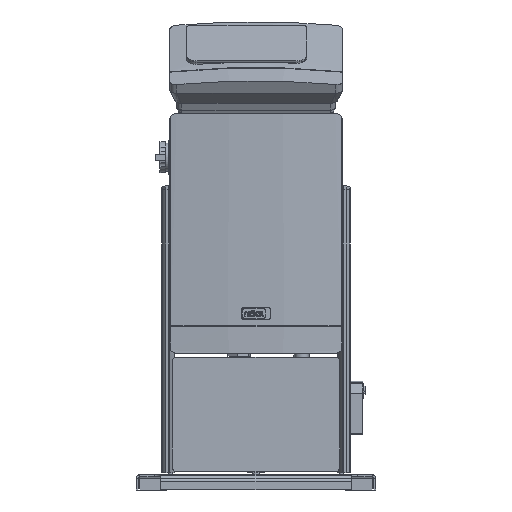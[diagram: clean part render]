
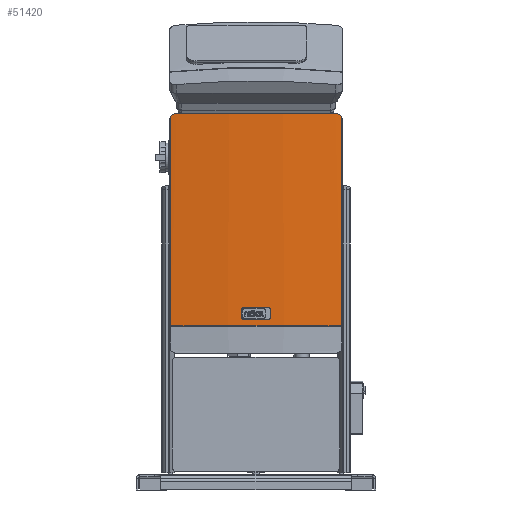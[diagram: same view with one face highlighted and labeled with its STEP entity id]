
A CAD part, front view. The second image highlights one B-rep face of the part: STEP entity #51420.
In plain terms, the highlighted cylindrical face has radius 1452.14 mm (diameter 2904.28 mm), a partial arc.
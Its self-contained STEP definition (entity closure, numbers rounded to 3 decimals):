
#1406=B_SPLINE_CURVE_WITH_KNOTS($,3,(#84473,#84474,#84475,#84476,#84477,
#84478,#84479,#84480,#84481,#84482,#84483,#84484),.UNSPECIFIED.,.F.,.F.,
(4,2,2,2,2,4),(50.621,52.857,55.511,58.165,
60.819,63.473),.UNSPECIFIED.);
#1407=B_SPLINE_CURVE_WITH_KNOTS($,3,(#84487,#84488,#84489,#84490,#84491,
#84492,#84493,#84494,#84495,#84496,#84497,#84498),.UNSPECIFIED.,.F.,.F.,
(4,2,2,2,2,4),(21.151,23.805,26.459,29.113,
31.768,34.003),.UNSPECIFIED.);
#5445=FACE_OUTER_BOUND($,#9085,.T.);
#9085=EDGE_LOOP($,(#42523,#42524,#42525,#42526,#42527,#42528));
#13348=LINE($,#84414,#18463);
#13351=LINE($,#84471,#18466);
#18463=VECTOR($,#66242,411.147);
#18466=VECTOR($,#66251,411.147);
#22136=CIRCLE($,#55930,1452.138);
#22142=CIRCLE($,#55942,1452.138);
#25390=VERTEX_POINT($,#84366);
#25391=VERTEX_POINT($,#84368);
#25400=VERTEX_POINT($,#84413);
#25405=VERTEX_POINT($,#84470);
#25406=VERTEX_POINT($,#84472);
#25407=VERTEX_POINT($,#84485);
#31507=EDGE_CURVE($,#25391,#25390,#22136,.T.);
#31520=EDGE_CURVE($,#25391,#25400,#13348,.T.);
#31527=EDGE_CURVE($,#25390,#25405,#13351,.T.);
#31528=EDGE_CURVE($,#25405,#25406,#1406,.T.);
#31529=EDGE_CURVE($,#25406,#25407,#22142,.T.);
#31530=EDGE_CURVE($,#25407,#25400,#1407,.T.);
#42523=ORIENTED_EDGE($,*,*,#31507,.T.);
#42524=ORIENTED_EDGE($,*,*,#31527,.T.);
#42525=ORIENTED_EDGE($,*,*,#31528,.T.);
#42526=ORIENTED_EDGE($,*,*,#31529,.T.);
#42527=ORIENTED_EDGE($,*,*,#31530,.T.);
#42528=ORIENTED_EDGE($,*,*,#31520,.F.);
#49374=CYLINDRICAL_SURFACE($,#55941,1452.138);
#51420=ADVANCED_FACE($,(#5445),#49374,.T.);
#55930=AXIS2_PLACEMENT_3D($,#84369,#66217,#66218);
#55941=AXIS2_PLACEMENT_3D($,#84469,#66249,#66250);
#55942=AXIS2_PLACEMENT_3D($,#84486,#66252,#66253);
#66217=DIRECTION('center_axis',(0.,0.,1.));
#66218=DIRECTION('ref_axis',(0.,-1.,0.));
#66242=DIRECTION($,(0.,0.,1.));
#66249=DIRECTION('center_axis',(0.,0.,1.));
#66250=DIRECTION('ref_axis',(0.,-1.,0.));
#66251=DIRECTION($,(0.,0.,1.));
#66252=DIRECTION('center_axis',(0.,0.,-1.));
#66253=DIRECTION('ref_axis',(0.,-1.,0.));
#84366=CARTESIAN_POINT('',(167.381,-347.321,293.032));
#84368=CARTESIAN_POINT('',(-167.391,-347.321,293.032));
#84369=CARTESIAN_POINT('Origin',(-0.005,1095.138,
293.032));
#84413=CARTESIAN_POINT('',(-167.391,-347.321,704.178));
#84414=CARTESIAN_POINT($,(-167.391,-347.321,239.032));
#84469=CARTESIAN_POINT('Origin',(-0.005,1095.138,
239.032));
#84470=CARTESIAN_POINT('',(167.381,-347.321,704.178));
#84471=CARTESIAN_POINT($,(167.381,-347.321,239.032));
#84472=CARTESIAN_POINT('',(155.995,-348.596,710.032));
#84473=CARTESIAN_POINT('Ctrl Pts',(167.381,-347.321,704.178));
#84474=CARTESIAN_POINT('Ctrl Pts',(166.929,-347.373,704.809));
#84475=CARTESIAN_POINT('Ctrl Pts',(166.431,-347.431,705.393));
#84476=CARTESIAN_POINT('Ctrl Pts',(165.284,-347.562,706.543));
#84477=CARTESIAN_POINT('Ctrl Pts',(164.581,-347.643,707.128));
#84478=CARTESIAN_POINT('Ctrl Pts',(163.049,-347.817,708.16));
#84479=CARTESIAN_POINT('Ctrl Pts',(162.221,-347.91,708.606));
#84480=CARTESIAN_POINT('Ctrl Pts',(160.494,-348.103,709.322));
#84481=CARTESIAN_POINT('Ctrl Pts',(159.594,-348.203,709.592));
#84482=CARTESIAN_POINT('Ctrl Pts',(157.784,-348.402,709.947));
#84483=CARTESIAN_POINT('Ctrl Pts',(156.875,-348.501,710.032));
#84484=CARTESIAN_POINT('Ctrl Pts',(155.995,-348.596,710.032));
#84485=CARTESIAN_POINT('',(-156.005,-348.596,710.032));
#84486=CARTESIAN_POINT('Origin',(-0.005,1095.138,
710.032));
#84487=CARTESIAN_POINT('Ctrl Pts',(-156.005,-348.596,
710.032));
#84488=CARTESIAN_POINT('Ctrl Pts',(-156.885,-348.501,
710.032));
#84489=CARTESIAN_POINT('Ctrl Pts',(-157.794,-348.402,709.947));
#84490=CARTESIAN_POINT('Ctrl Pts',(-159.604,-348.203,
709.592));
#84491=CARTESIAN_POINT('Ctrl Pts',(-160.504,-348.103,709.322));
#84492=CARTESIAN_POINT('Ctrl Pts',(-162.231,-347.91,
708.606));
#84493=CARTESIAN_POINT('Ctrl Pts',(-163.059,-347.817,708.16));
#84494=CARTESIAN_POINT('Ctrl Pts',(-164.591,-347.643,707.128));
#84495=CARTESIAN_POINT('Ctrl Pts',(-165.294,-347.562,
706.543));
#84496=CARTESIAN_POINT('Ctrl Pts',(-166.441,-347.431,
705.393));
#84497=CARTESIAN_POINT('Ctrl Pts',(-166.939,-347.373,
704.809));
#84498=CARTESIAN_POINT('Ctrl Pts',(-167.391,-347.321,
704.178));
